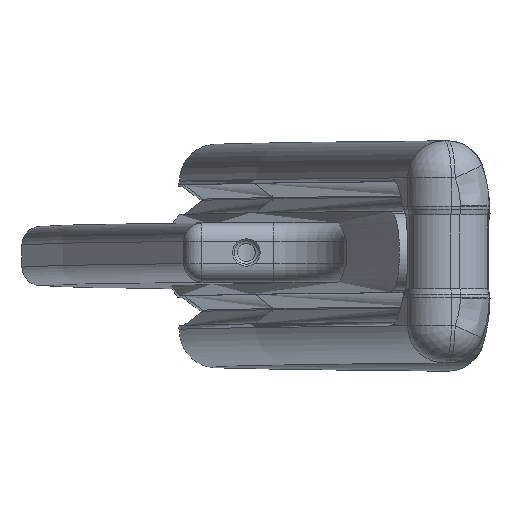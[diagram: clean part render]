
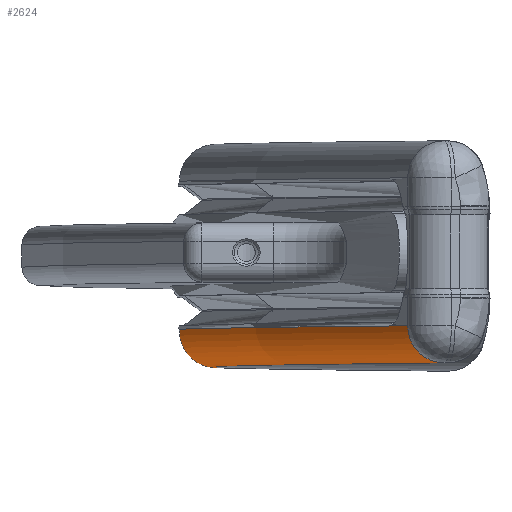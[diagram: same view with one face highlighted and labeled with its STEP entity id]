
A CAD part, top view. The second image highlights one B-rep face of the part: STEP entity #2624.
In plain terms, the highlighted toroidal (fillet/blend) face has major radius 3317 mm and minor radius 10 mm.
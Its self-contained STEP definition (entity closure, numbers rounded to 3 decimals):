
#37=TOROIDAL_SURFACE('',#2845,3317.,10.);
#557=FACE_OUTER_BOUND('',#734,.T.);
#734=EDGE_LOOP('',(#2208,#2209,#2210,#2211));
#832=CIRCLE('',#2730,3327.);
#886=CIRCLE('',#2831,10.);
#893=CIRCLE('',#2843,3317.);
#895=CIRCLE('',#2846,10.);
#1132=VERTEX_POINT('',#4358);
#1139=VERTEX_POINT('',#4388);
#1233=VERTEX_POINT('',#5501);
#1239=VERTEX_POINT('',#5556);
#1410=EDGE_CURVE('',#1139,#1132,#832,.T.);
#1576=EDGE_CURVE('',#1139,#1233,#886,.T.);
#1586=EDGE_CURVE('',#1233,#1239,#893,.T.);
#1589=EDGE_CURVE('',#1239,#1132,#895,.T.);
#2208=ORIENTED_EDGE('',*,*,#1576,.F.);
#2209=ORIENTED_EDGE('',*,*,#1410,.T.);
#2210=ORIENTED_EDGE('',*,*,#1589,.F.);
#2211=ORIENTED_EDGE('',*,*,#1586,.F.);
#2624=ADVANCED_FACE('',(#557),#37,.T.);
#2730=AXIS2_PLACEMENT_3D('',#4389,#3085,#3086);
#2831=AXIS2_PLACEMENT_3D('',#5507,#3353,#3354);
#2843=AXIS2_PLACEMENT_3D('',#5557,#3378,#3379);
#2845=AXIS2_PLACEMENT_3D('',#5561,#3383,#3384);
#2846=AXIS2_PLACEMENT_3D('',#5562,#3385,#3386);
#3085=DIRECTION('center_axis',(0.,-1.,0.));
#3086=DIRECTION('ref_axis',(-0.98,0.,0.199));
#3353=DIRECTION('center_axis',(0.196,0.,0.981));
#3354=DIRECTION('ref_axis',(-0.981,0.,0.196));
#3378=DIRECTION('center_axis',(0.,-1.,0.));
#3379=DIRECTION('ref_axis',(-0.98,0.,0.199));
#3383=DIRECTION('center_axis',(0.,-1.,0.));
#3384=DIRECTION('ref_axis',(-0.199,0.,-0.98));
#3385=DIRECTION('center_axis',(0.196,0.,-0.981));
#3386=DIRECTION('ref_axis',(-0.981,0.,-0.196));
#4358=CARTESIAN_POINT('',(-3262.763,-7.5,-650.618));
#4388=CARTESIAN_POINT('',(-3262.763,-7.5,650.618));
#4389=CARTESIAN_POINT('Origin',(0.,-7.5,0.));
#5501=CARTESIAN_POINT('',(-3252.956,-17.5,648.663));
#5507=CARTESIAN_POINT('Origin',(-3252.956,-7.5,648.663));
#5556=CARTESIAN_POINT('',(-3252.956,-17.5,-648.663));
#5557=CARTESIAN_POINT('Origin',(0.,-17.5,0.));
#5561=CARTESIAN_POINT('Origin',(0.,-7.5,0.));
#5562=CARTESIAN_POINT('Origin',(-3252.956,-7.5,-648.663));
